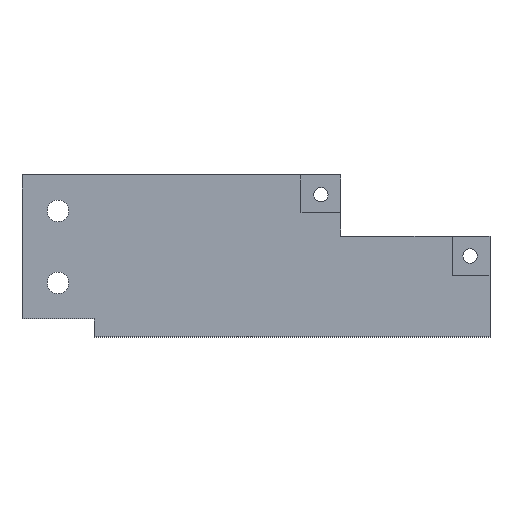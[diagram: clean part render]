
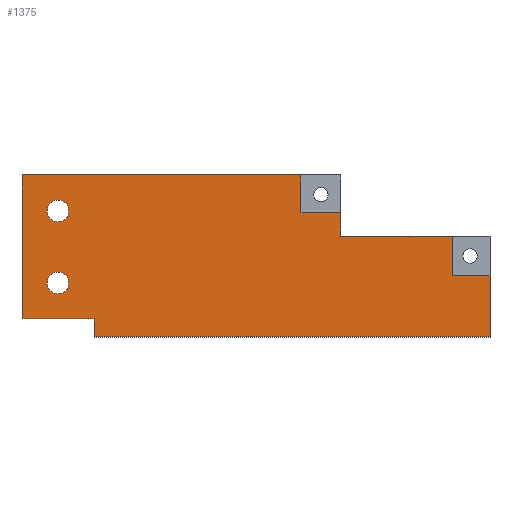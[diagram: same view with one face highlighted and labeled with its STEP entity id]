
A CAD part, top view. The second image highlights one B-rep face of the part: STEP entity #1375.
In plain terms, the highlighted planar face has unit normal (0, 0, 1).
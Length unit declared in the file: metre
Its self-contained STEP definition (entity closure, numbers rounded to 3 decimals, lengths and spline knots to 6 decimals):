
#28=CIRCLE('',#1476,0.003);
#29=CIRCLE('',#1479,0.003);
#287=ORIENTED_EDGE('',*,*,#568,.F.);
#288=ORIENTED_EDGE('',*,*,#546,.T.);
#289=ORIENTED_EDGE('',*,*,#566,.T.);
#290=ORIENTED_EDGE('',*,*,#569,.T.);
#291=ORIENTED_EDGE('',*,*,#570,.F.);
#292=ORIENTED_EDGE('',*,*,#557,.T.);
#293=ORIENTED_EDGE('',*,*,#562,.F.);
#294=ORIENTED_EDGE('',*,*,#555,.T.);
#295=ORIENTED_EDGE('',*,*,#571,.F.);
#296=ORIENTED_EDGE('',*,*,#572,.T.);
#297=ORIENTED_EDGE('',*,*,#550,.F.);
#298=ORIENTED_EDGE('',*,*,#573,.T.);
#299=ORIENTED_EDGE('',*,*,#563,.F.);
#300=ORIENTED_EDGE('',*,*,#567,.F.);
#546=EDGE_CURVE('',#689,#688,#840,.T.);
#550=EDGE_CURVE('',#691,#692,#844,.T.);
#555=EDGE_CURVE('',#696,#695,#849,.T.);
#557=EDGE_CURVE('',#697,#698,#851,.T.);
#562=EDGE_CURVE('',#696,#698,#856,.T.);
#563=EDGE_CURVE('',#701,#701,#28,.T.);
#566=EDGE_CURVE('',#688,#703,#859,.T.);
#567=EDGE_CURVE('',#704,#704,#29,.T.);
#568=EDGE_CURVE('',#689,#705,#860,.T.);
#569=EDGE_CURVE('',#703,#706,#861,.T.);
#570=EDGE_CURVE('',#697,#706,#862,.T.);
#571=EDGE_CURVE('',#707,#695,#863,.T.);
#572=EDGE_CURVE('',#707,#692,#864,.T.);
#573=EDGE_CURVE('',#691,#705,#865,.T.);
#688=VERTEX_POINT('',#2142);
#689=VERTEX_POINT('',#2144);
#691=VERTEX_POINT('',#2150);
#692=VERTEX_POINT('',#2152);
#695=VERTEX_POINT('',#2160);
#696=VERTEX_POINT('',#2162);
#697=VERTEX_POINT('',#2166);
#698=VERTEX_POINT('',#2167);
#701=VERTEX_POINT('',#2178);
#703=VERTEX_POINT('',#2183);
#704=VERTEX_POINT('',#2187);
#705=VERTEX_POINT('',#2190);
#706=VERTEX_POINT('',#2192);
#707=VERTEX_POINT('',#2195);
#840=LINE('',#2143,#1015);
#844=LINE('',#2151,#1019);
#849=LINE('',#2161,#1024);
#851=LINE('',#2165,#1026);
#856=LINE('',#2175,#1031);
#859=LINE('',#2184,#1034);
#860=LINE('',#2189,#1035);
#861=LINE('',#2191,#1036);
#862=LINE('',#2193,#1037);
#863=LINE('',#2194,#1038);
#864=LINE('',#2196,#1039);
#865=LINE('',#2197,#1040);
#1015=VECTOR('',#1753,1.);
#1019=VECTOR('',#1759,1.);
#1024=VECTOR('',#1766,1.);
#1026=VECTOR('',#1770,1.);
#1031=VECTOR('',#1777,1.);
#1034=VECTOR('',#1786,1.);
#1035=VECTOR('',#1793,1.);
#1036=VECTOR('',#1794,1.);
#1037=VECTOR('',#1795,1.);
#1038=VECTOR('',#1796,1.);
#1039=VECTOR('',#1797,1.);
#1040=VECTOR('',#1798,1.);
#1129=EDGE_LOOP('',(#287,#288,#289,#290,#291,#292,#293,#294,#295,#296,#297,
#298));
#1130=EDGE_LOOP('',(#299));
#1131=EDGE_LOOP('',(#300));
#1219=FACE_BOUND('',#1129,.T.);
#1220=FACE_BOUND('',#1130,.T.);
#1221=FACE_BOUND('',#1131,.T.);
#1297=PLANE('',#1480);
#1375=ADVANCED_FACE('',(#1219,#1220,#1221),#1297,.T.);
#1476=AXIS2_PLACEMENT_3D('',#2177,#1780,#1781);
#1479=AXIS2_PLACEMENT_3D('',#2186,#1789,#1790);
#1480=AXIS2_PLACEMENT_3D('',#2188,#1791,#1792);
#1753=DIRECTION('',(-1.,0.,0.));
#1759=DIRECTION('',(0.,-1.,0.));
#1766=DIRECTION('',(1.,0.,0.));
#1770=DIRECTION('',(-1.,0.,0.));
#1777=DIRECTION('',(0.,1.,0.));
#1780=DIRECTION('',(0.,0.,1.));
#1781=DIRECTION('',(1.,0.,0.));
#1786=DIRECTION('',(0.,1.,0.));
#1789=DIRECTION('',(0.,0.,1.));
#1790=DIRECTION('',(1.,0.,0.));
#1791=DIRECTION('',(0.,0.,1.));
#1792=DIRECTION('',(1.,0.,0.));
#1793=DIRECTION('',(0.,-1.,0.));
#1794=DIRECTION('',(-1.,0.,0.));
#1795=DIRECTION('',(0.,-1.,0.));
#1796=DIRECTION('',(0.,1.,0.));
#1797=DIRECTION('',(1.,0.,0.));
#1798=DIRECTION('',(-1.,0.,0.));
#2142=CARTESIAN_POINT('',(-0.2815,0.113,0.024));
#2143=CARTESIAN_POINT('',(-0.26075,0.113,0.024));
#2144=CARTESIAN_POINT('',(-0.2505,0.113,0.024));
#2150=CARTESIAN_POINT('',(-0.24,0.102,0.024));
#2151=CARTESIAN_POINT('',(-0.24,0.1015,0.024));
#2152=CARTESIAN_POINT('',(-0.24,0.085,0.024));
#2160=CARTESIAN_POINT('',(-0.35,0.09,0.024));
#2161=CARTESIAN_POINT('',(-0.305,0.09,0.024));
#2162=CARTESIAN_POINT('',(-0.37,0.09,0.024));
#2165=CARTESIAN_POINT('',(-0.32575,0.13,0.024));
#2166=CARTESIAN_POINT('',(-0.2925,0.13,0.024));
#2167=CARTESIAN_POINT('',(-0.37,0.13,0.024));
#2175=CARTESIAN_POINT('',(-0.37,0.11,0.024));
#2177=CARTESIAN_POINT('',(-0.36,0.12,0.024));
#2178=CARTESIAN_POINT('',(-0.357,0.12,0.024));
#2183=CARTESIAN_POINT('',(-0.2815,0.1195,0.024));
#2184=CARTESIAN_POINT('',(-0.2815,0.1215,0.024));
#2186=CARTESIAN_POINT('',(-0.36,0.1,0.024));
#2187=CARTESIAN_POINT('',(-0.357,0.1,0.024));
#2188=CARTESIAN_POINT('',(-0.175,0.204999,0.024));
#2189=CARTESIAN_POINT('',(-0.2505,0.1075,0.024));
#2190=CARTESIAN_POINT('',(-0.2505,0.102,0.024));
#2191=CARTESIAN_POINT('',(-0.287,0.1195,0.024));
#2192=CARTESIAN_POINT('',(-0.2925,0.1195,0.024));
#2193=CARTESIAN_POINT('',(-0.2925,0.13,0.024));
#2194=CARTESIAN_POINT('',(-0.35,0.085,0.024));
#2195=CARTESIAN_POINT('',(-0.35,0.085,0.024));
#2196=CARTESIAN_POINT('',(-0.305,0.085,0.024));
#2197=CARTESIAN_POINT('',(-0.24,0.102,0.024));
